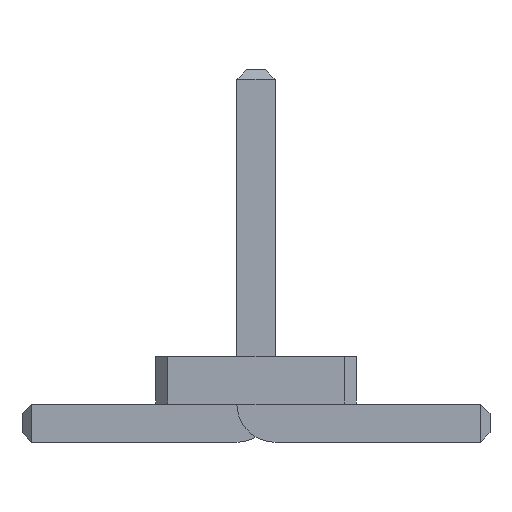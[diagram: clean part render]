
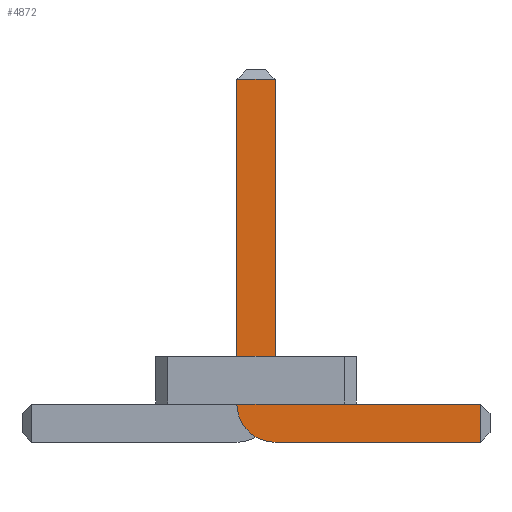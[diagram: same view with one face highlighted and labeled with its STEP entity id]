
A CAD part, front view. The second image highlights one B-rep face of the part: STEP entity #4872.
In plain terms, the highlighted planar face has unit normal (0, -1, 0).
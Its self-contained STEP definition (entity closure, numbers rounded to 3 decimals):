
#13=DIRECTION('',(0.,0.,1.));
#67=DIRECTION('',(1.,0.,0.));
#2207=VECTOR('',#67,1.);
#2218=DIRECTION('',(0.,1.,0.));
#2260=DIRECTION('',(-1.,0.,0.));
#4397=VECTOR('',#2260,1.);
#4680=DIRECTION('',(-0.,1.,0.));
#4681=DIRECTION('',(0.,0.,-1.));
#4688=VECTOR('',#4689,1.);
#4689=DIRECTION('',(0.,0.,1.));
#4700=VECTOR('',#4681,1.);
#4718=VERTEX_POINT('',#4719);
#4719=CARTESIAN_POINT('',(2.35,-23.695,0.));
#4722=ORIENTED_EDGE('',*,*,#4723,.T.);
#4723=EDGE_CURVE('',#4718,#4724,#4726,.T.);
#4724=VERTEX_POINT('',#4725);
#4725=CARTESIAN_POINT('',(0.2,-23.695,0.));
#4726=LINE('',#4727,#4397);
#4727=CARTESIAN_POINT('',(2.45,-23.695,0.));
#4766=VERTEX_POINT('',#4767);
#4767=CARTESIAN_POINT('',(-0.2,-23.695,0.4));
#4770=EDGE_CURVE('',#4724,#4766,#4771,.T.);
#4771=CIRCLE('',#4772,0.4);
#4772=AXIS2_PLACEMENT_3D('',#4773,#4680,#4681);
#4773=CARTESIAN_POINT('',(0.2,-23.695,0.4));
#4782=VERTEX_POINT('',#4773);
#4784=ORIENTED_EDGE('',*,*,#4785,.T.);
#4785=EDGE_CURVE('',#4782,#4786,#4788,.T.);
#4786=VERTEX_POINT('',#4787);
#4787=CARTESIAN_POINT('',(2.35,-23.695,0.4));
#4788=LINE('',#4773,#2207);
#4798=ORIENTED_EDGE('',*,*,#4799,.T.);
#4799=EDGE_CURVE('',#4766,#4800,#4802,.T.);
#4800=VERTEX_POINT('',#4801);
#4801=CARTESIAN_POINT('',(-0.2,-23.695,3.8));
#4802=LINE('',#4803,#4688);
#4803=CARTESIAN_POINT('',(-0.2,-23.695,0.));
#4816=VERTEX_POINT('',#4817);
#4817=CARTESIAN_POINT('',(0.2,-23.695,3.8));
#4819=ORIENTED_EDGE('',*,*,#4820,.T.);
#4820=EDGE_CURVE('',#4816,#4782,#4821,.T.);
#4821=LINE('',#4822,#4700);
#4822=CARTESIAN_POINT('',(0.2,-23.695,3.9));
#4872=ADVANCED_FACE('',(#4873),#4882,.F.);
#4873=FACE_BOUND('',#4874,.F.);
#4874=EDGE_LOOP('',(#4722,#4875,#4798,#4876,#4819,#4784,#4879));
#4875=ORIENTED_EDGE('',*,*,#4770,.T.);
#4876=ORIENTED_EDGE('',*,*,#4877,.T.);
#4877=EDGE_CURVE('',#4800,#4816,#4878,.T.);
#4878=LINE('',#4801,#2207);
#4879=ORIENTED_EDGE('',*,*,#4880,.T.);
#4880=EDGE_CURVE('',#4786,#4718,#4881,.T.);
#4881=LINE('',#4787,#4700);
#4882=PLANE('',#4883);
#4883=AXIS2_PLACEMENT_3D('',#4884,#2218,#13);
#4884=CARTESIAN_POINT('',(0.524,-23.695,1.349));
